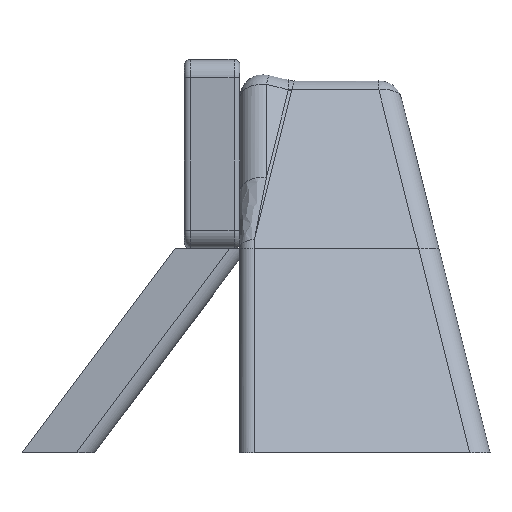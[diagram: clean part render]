
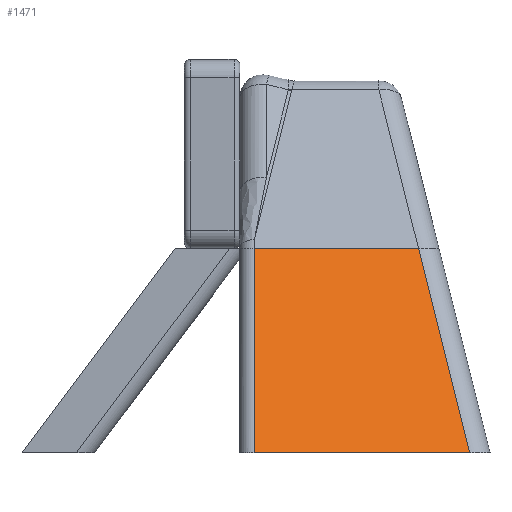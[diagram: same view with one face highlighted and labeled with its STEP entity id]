
A CAD part, left-side view. The second image highlights one B-rep face of the part: STEP entity #1471.
In plain terms, the highlighted planar face has unit normal (-0.8, 0, 0.6).
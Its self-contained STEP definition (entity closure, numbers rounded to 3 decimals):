
#117=PLANE('',#1659);
#196=LINE('',#2594,#310);
#200=LINE('',#2609,#314);
#221=LINE('',#2666,#335);
#222=LINE('',#2670,#336);
#310=VECTOR('',#2012,10.);
#314=VECTOR('',#2026,10.);
#335=VECTOR('',#2087,10.);
#336=VECTOR('',#2094,10.);
#470=FACE_OUTER_BOUND('',#564,.T.);
#564=EDGE_LOOP('',(#1338,#1339,#1340,#1341));
#716=VERTEX_POINT('',#2591);
#717=VERTEX_POINT('',#2593);
#723=VERTEX_POINT('',#2607);
#739=VERTEX_POINT('',#2664);
#902=EDGE_CURVE('',#717,#716,#196,.T.);
#910=EDGE_CURVE('',#723,#716,#200,.T.);
#939=EDGE_CURVE('',#723,#739,#221,.T.);
#941=EDGE_CURVE('',#717,#739,#222,.T.);
#1338=ORIENTED_EDGE('',*,*,#902,.T.);
#1339=ORIENTED_EDGE('',*,*,#910,.F.);
#1340=ORIENTED_EDGE('',*,*,#939,.T.);
#1341=ORIENTED_EDGE('',*,*,#941,.F.);
#1471=ADVANCED_FACE('',(#470),#117,.F.);
#1659=AXIS2_PLACEMENT_3D('',#2674,#2100,#2101);
#2012=DIRECTION('',(0.,1.,0.));
#2026=DIRECTION('',(0.6,0.,0.8));
#2087=DIRECTION('',(0.,-1.,0.));
#2094=DIRECTION('',(-0.588,-0.196,-0.784));
#2100=DIRECTION('center_axis',(0.8,0.,-0.6));
#2101=DIRECTION('ref_axis',(-0.6,0.,-0.8));
#2591=CARTESIAN_POINT('',(-23.666,15.535,35.112));
#2593=CARTESIAN_POINT('',(-23.666,-12.699,35.112));
#2594=CARTESIAN_POINT('',(-23.666,4.509,35.112));
#2607=CARTESIAN_POINT('',(-50.,15.535,0.));
#2609=CARTESIAN_POINT('',(-13.959,15.535,48.055));
#2664=CARTESIAN_POINT('',(-50.,-21.477,0.));
#2666=CARTESIAN_POINT('',(-50.,-25.,0.));
#2670=CARTESIAN_POINT('',(-11.464,-8.632,51.381));
#2674=CARTESIAN_POINT('Origin',(-12.5,12.5,50.));
